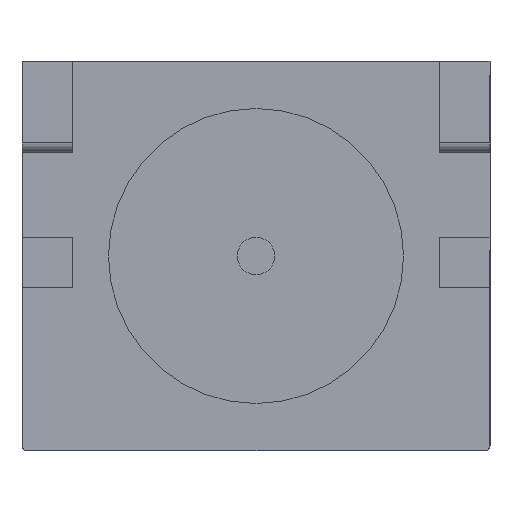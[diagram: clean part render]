
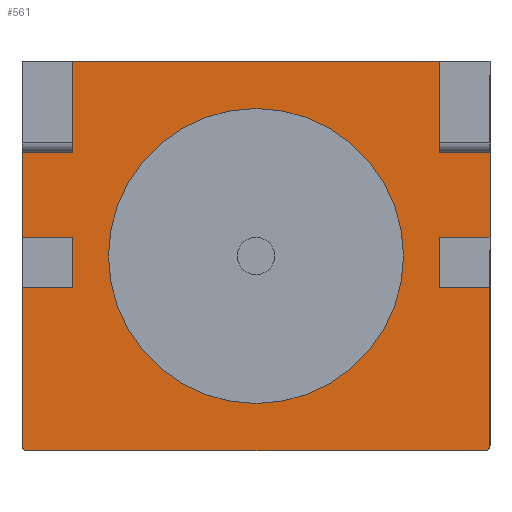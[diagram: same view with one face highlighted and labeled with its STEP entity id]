
A CAD part, front view. The second image highlights one B-rep face of the part: STEP entity #561.
In plain terms, the highlighted planar face has unit normal (0, -1, 0).
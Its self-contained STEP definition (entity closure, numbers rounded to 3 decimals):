
#17 = VERTEX_POINT ( 'NONE', #1155 ) ;
#152 = FACE_BOUND ( 'NONE', #2080, .T. ) ;
#249 = CARTESIAN_POINT ( 'NONE',  ( 3.74, 0., 0. ) ) ;
#370 = VERTEX_POINT ( 'NONE', #3201 ) ;
#379 = CARTESIAN_POINT ( 'NONE',  ( 4.76, 0., -3.96 ) ) ;
#398 = CARTESIAN_POINT ( 'NONE',  ( 4.66, 0., -3.86 ) ) ;
#426 = EDGE_CURVE ( 'NONE', #676, #4319, #445, .T. ) ;
#445 = LINE ( 'NONE', #4381, #2424 ) ;
#470 = CARTESIAN_POINT ( 'NONE',  ( 0., 0., -0.64 ) ) ;
#528 = AXIS2_PLACEMENT_3D ( 'NONE', #398, #3912, #1886 ) ;
#561 = ADVANCED_FACE ( 'NONE', ( #2933, #152 ), #2907, .F. ) ;
#676 = VERTEX_POINT ( 'NONE', #1084 ) ;
#706 = DIRECTION ( 'NONE',  ( 0., 0., -1. ) ) ;
#758 = DIRECTION ( 'NONE',  ( 0., -1., 0. ) ) ;
#777 = CIRCLE ( 'NONE', #528, 0.1 ) ;
#783 = VECTOR ( 'NONE', #3144, 1000. ) ;
#788 = VERTEX_POINT ( 'NONE', #3913 ) ;
#792 = ORIENTED_EDGE ( 'NONE', *, *, #3113, .F. ) ;
#822 = EDGE_CURVE ( 'NONE', #2444, #17, #4613, .T. ) ;
#983 = CARTESIAN_POINT ( 'NONE',  ( 0., 0., 0. ) ) ;
#1016 = DIRECTION ( 'NONE',  ( 0., 0., -1. ) ) ;
#1042 = VERTEX_POINT ( 'NONE', #4922 ) ;
#1084 = CARTESIAN_POINT ( 'NONE',  ( -4.66, 0., -3.96 ) ) ;
#1142 = DIRECTION ( 'NONE',  ( -1., 0., 0. ) ) ;
#1155 = CARTESIAN_POINT ( 'NONE',  ( -4.76, 0., -3.86 ) ) ;
#1164 = DIRECTION ( 'NONE',  ( 1., 0., 0. ) ) ;
#1214 = ORIENTED_EDGE ( 'NONE', *, *, #4016, .F. ) ;
#1223 = CARTESIAN_POINT ( 'NONE',  ( 0., 0., 0. ) ) ;
#1287 = ORIENTED_EDGE ( 'NONE', *, *, #426, .T. ) ;
#1321 = CARTESIAN_POINT ( 'NONE',  ( 0., 0., 0. ) ) ;
#1337 = CARTESIAN_POINT ( 'NONE',  ( 0., 0., 2.11 ) ) ;
#1350 = DIRECTION ( 'NONE',  ( 0., 0., -1. ) ) ;
#1385 = LINE ( 'NONE', #249, #1591 ) ;
#1415 = EDGE_CURVE ( 'NONE', #3419, #1042, #4249, .T. ) ;
#1445 = ORIENTED_EDGE ( 'NONE', *, *, #4733, .T. ) ;
#1459 = CARTESIAN_POINT ( 'NONE',  ( -4.76, 0., -3.96 ) ) ;
#1500 = ORIENTED_EDGE ( 'NONE', *, *, #2967, .F. ) ;
#1505 = LINE ( 'NONE', #4759, #3029 ) ;
#1507 = CARTESIAN_POINT ( 'NONE',  ( 4.76, 0., 2.11 ) ) ;
#1517 = LINE ( 'NONE', #3156, #4906 ) ;
#1567 = ORIENTED_EDGE ( 'NONE', *, *, #4278, .T. ) ;
#1591 = VECTOR ( 'NONE', #1350, 1000. ) ;
#1606 = LINE ( 'NONE', #470, #4091 ) ;
#1650 = VERTEX_POINT ( 'NONE', #1507 ) ;
#1768 = CARTESIAN_POINT ( 'NONE',  ( 3.74, 0., -0.64 ) ) ;
#1841 = VERTEX_POINT ( 'NONE', #1768 ) ;
#1862 = CIRCLE ( 'NONE', #3773, 0.1 ) ;
#1886 = DIRECTION ( 'NONE',  ( 0., 0., -1. ) ) ;
#1960 = LINE ( 'NONE', #2395, #4344 ) ;
#2080 = EDGE_LOOP ( 'NONE', ( #2217, #4968 ) ) ;
#2217 = ORIENTED_EDGE ( 'NONE', *, *, #3555, .F. ) ;
#2345 = CIRCLE ( 'NONE', #2516, 3. ) ;
#2389 = CARTESIAN_POINT ( 'NONE',  ( 0., 0., 3. ) ) ;
#2395 = CARTESIAN_POINT ( 'NONE',  ( 3.74, 0., 0. ) ) ;
#2424 = VECTOR ( 'NONE', #1164, 1000. ) ;
#2443 = CARTESIAN_POINT ( 'NONE',  ( 3.74, 0., 3.96 ) ) ;
#2444 = VERTEX_POINT ( 'NONE', #2515 ) ;
#2460 = DIRECTION ( 'NONE',  ( 0., 1., 0. ) ) ;
#2515 = CARTESIAN_POINT ( 'NONE',  ( -4.76, 0., 3.96 ) ) ;
#2516 = AXIS2_PLACEMENT_3D ( 'NONE', #1223, #758, #3450 ) ;
#2530 = DIRECTION ( 'NONE',  ( 1., 0., 0. ) ) ;
#2592 = CARTESIAN_POINT ( 'NONE',  ( 4.76, 0., -3.96 ) ) ;
#2651 = EDGE_CURVE ( 'NONE', #2851, #1841, #1960, .T. ) ;
#2665 = EDGE_CURVE ( 'NONE', #1841, #370, #1606, .T. ) ;
#2771 = LINE ( 'NONE', #379, #783 ) ;
#2774 = VECTOR ( 'NONE', #2530, 1000. ) ;
#2851 = VERTEX_POINT ( 'NONE', #5005 ) ;
#2872 = CARTESIAN_POINT ( 'NONE',  ( 4.76, 0., 0.38 ) ) ;
#2884 = EDGE_CURVE ( 'NONE', #788, #370, #2771, .T. ) ;
#2907 = PLANE ( 'NONE',  #3036 ) ;
#2933 = FACE_OUTER_BOUND ( 'NONE', #4195, .T. ) ;
#2967 = EDGE_CURVE ( 'NONE', #676, #17, #1862, .T. ) ;
#3029 = VECTOR ( 'NONE', #1142, 1000. ) ;
#3036 = AXIS2_PLACEMENT_3D ( 'NONE', #983, #2460, #3381 ) ;
#3113 = EDGE_CURVE ( 'NONE', #4560, #1650, #4544, .T. ) ;
#3144 = DIRECTION ( 'NONE',  ( 0., 0., 1. ) ) ;
#3156 = CARTESIAN_POINT ( 'NONE',  ( -4.76, 0., 3.96 ) ) ;
#3201 = CARTESIAN_POINT ( 'NONE',  ( 4.76, 0., -0.64 ) ) ;
#3214 = DIRECTION ( 'NONE',  ( -1., 0., 0. ) ) ;
#3256 = EDGE_CURVE ( 'NONE', #788, #4319, #777, .T. ) ;
#3343 = CARTESIAN_POINT ( 'NONE',  ( 3.74, 0., 2.11 ) ) ;
#3381 = DIRECTION ( 'NONE',  ( 0., 0., 1. ) ) ;
#3384 = DIRECTION ( 'NONE',  ( 0., 0., 1. ) ) ;
#3419 = VERTEX_POINT ( 'NONE', #2389 ) ;
#3450 = DIRECTION ( 'NONE',  ( 0., 0., -1. ) ) ;
#3533 = DIRECTION ( 'NONE',  ( 1., 0., 0. ) ) ;
#3555 = EDGE_CURVE ( 'NONE', #1042, #3419, #2345, .T. ) ;
#3556 = DIRECTION ( 'NONE',  ( 0., 0., -1. ) ) ;
#3747 = DIRECTION ( 'NONE',  ( 0., 0., -1. ) ) ;
#3773 = AXIS2_PLACEMENT_3D ( 'NONE', #4255, #4680, #706 ) ;
#3831 = ORIENTED_EDGE ( 'NONE', *, *, #822, .T. ) ;
#3866 = EDGE_CURVE ( 'NONE', #4885, #2851, #1505, .T. ) ;
#3908 = VERTEX_POINT ( 'NONE', #2443 ) ;
#3912 = DIRECTION ( 'NONE',  ( 0., 1., 0. ) ) ;
#3913 = CARTESIAN_POINT ( 'NONE',  ( 4.76, 0., -3.86 ) ) ;
#4016 = EDGE_CURVE ( 'NONE', #3908, #4560, #1385, .T. ) ;
#4071 = AXIS2_PLACEMENT_3D ( 'NONE', #1321, #4878, #1016 ) ;
#4091 = VECTOR ( 'NONE', #3533, 1000. ) ;
#4195 = EDGE_LOOP ( 'NONE', ( #4376, #5066, #4707, #4536, #4999, #1567, #792, #1214, #1445, #3831, #1500, #1287 ) ) ;
#4239 = VECTOR ( 'NONE', #3384, 1000. ) ;
#4249 = CIRCLE ( 'NONE', #4071, 3. ) ;
#4255 = CARTESIAN_POINT ( 'NONE',  ( -4.66, 0., -3.86 ) ) ;
#4278 = EDGE_CURVE ( 'NONE', #4885, #1650, #4981, .T. ) ;
#4319 = VERTEX_POINT ( 'NONE', #5004 ) ;
#4344 = VECTOR ( 'NONE', #3556, 1000. ) ;
#4376 = ORIENTED_EDGE ( 'NONE', *, *, #3256, .F. ) ;
#4381 = CARTESIAN_POINT ( 'NONE',  ( -4.76, 0., -3.96 ) ) ;
#4536 = ORIENTED_EDGE ( 'NONE', *, *, #2651, .F. ) ;
#4544 = LINE ( 'NONE', #1337, #2774 ) ;
#4560 = VERTEX_POINT ( 'NONE', #3343 ) ;
#4613 = LINE ( 'NONE', #1459, #4616 ) ;
#4616 = VECTOR ( 'NONE', #3747, 1000. ) ;
#4680 = DIRECTION ( 'NONE',  ( 0., 1., 0. ) ) ;
#4707 = ORIENTED_EDGE ( 'NONE', *, *, #2665, .F. ) ;
#4733 = EDGE_CURVE ( 'NONE', #3908, #2444, #1517, .T. ) ;
#4759 = CARTESIAN_POINT ( 'NONE',  ( 0., 0., 0.38 ) ) ;
#4878 = DIRECTION ( 'NONE',  ( 0., -1., 0. ) ) ;
#4885 = VERTEX_POINT ( 'NONE', #2872 ) ;
#4906 = VECTOR ( 'NONE', #3214, 1000. ) ;
#4922 = CARTESIAN_POINT ( 'NONE',  ( 0., 0., -3. ) ) ;
#4968 = ORIENTED_EDGE ( 'NONE', *, *, #1415, .F. ) ;
#4981 = LINE ( 'NONE', #2592, #4239 ) ;
#4999 = ORIENTED_EDGE ( 'NONE', *, *, #3866, .F. ) ;
#5004 = CARTESIAN_POINT ( 'NONE',  ( 4.66, 0., -3.96 ) ) ;
#5005 = CARTESIAN_POINT ( 'NONE',  ( 3.74, 0., 0.38 ) ) ;
#5066 = ORIENTED_EDGE ( 'NONE', *, *, #2884, .T. ) ;
